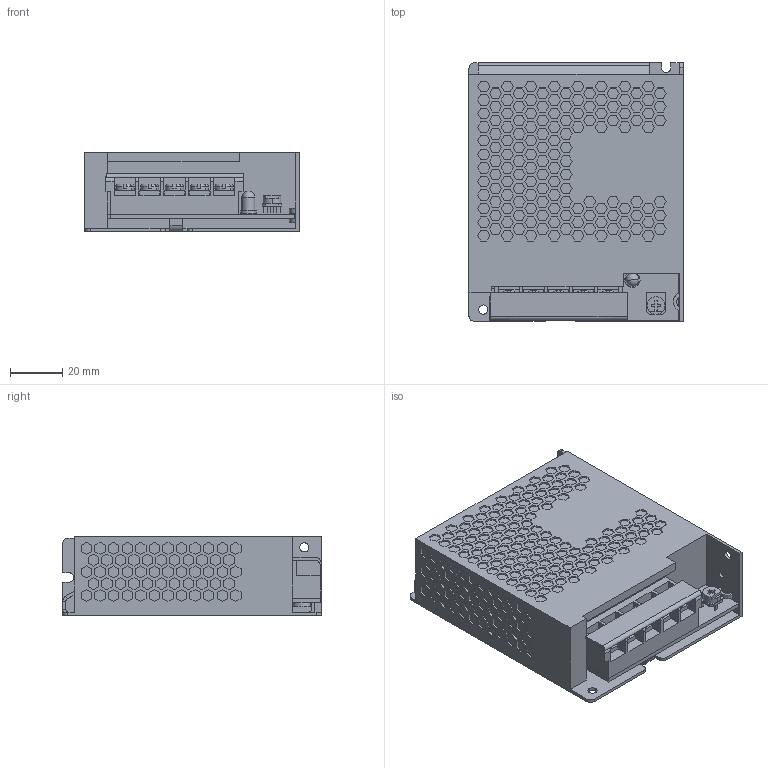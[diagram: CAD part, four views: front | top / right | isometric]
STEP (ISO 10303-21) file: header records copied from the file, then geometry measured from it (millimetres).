
FILE_DESCRIPTION(('CATIA V5 STEP Exchange','CAx-IF Rec.Pracs.--- Model Styling and Organization---1.4--- 2014-01-23'),'2;1');
FILE_NAME ('D1485365_1', '2021-10-12T11:37:48+00:00', ('none'), ('Weidmueller'), 'CATIA Version 5-6 Release 2016 SP3 HF44', 'CATIA V5 STEP AP214', 'none');
FILE_SCHEMA(('AUTOMOTIVE_DESIGN { 1 0 10303 214 1 1 1 1 }'));
Length unit declared in the file: millimetre
Products named in the file (1): S3D_PRO_PM_35W_XXX
Bounding box: 82 x 99 x 30.1 mm (x, y, z)
Volume: 204548 mm3; surface area: 41775.8 mm2
Topology: 14 solids, 14 shells, 1775 faces, 4590 edges, 3055 vertices
Faces by surface type: plane 1685, cylinder 64, torus 20, extrusion 4, sphere 2
Entity records: 48991 total; most frequent: ORIENTED_EDGE 9176, CARTESIAN_POINT 8688, DIRECTION 5618, EDGE_CURVE 4588, VECTOR 4338, LINE 4334, VERTEX_POINT 3055, EDGE_LOOP 2002
